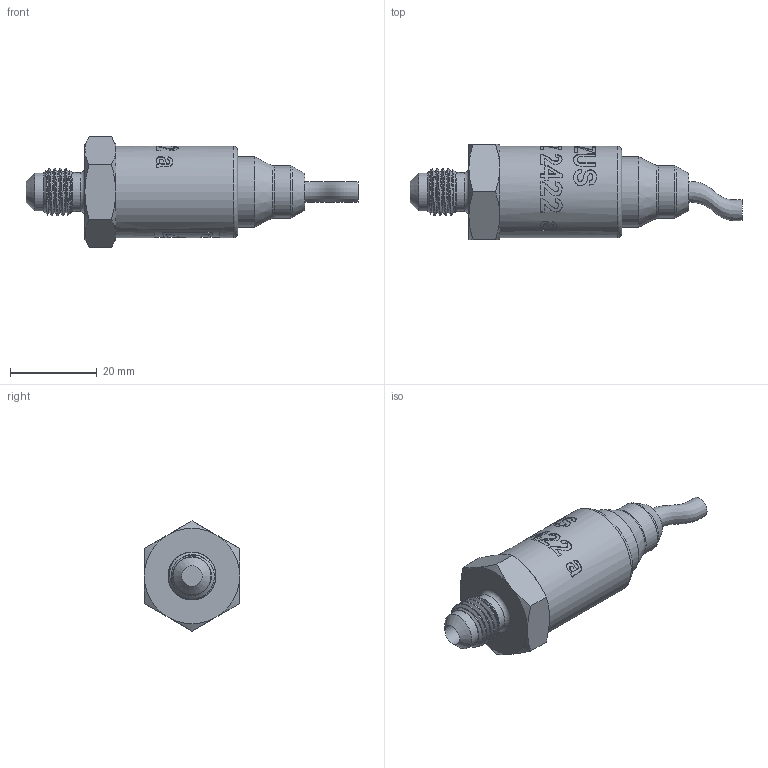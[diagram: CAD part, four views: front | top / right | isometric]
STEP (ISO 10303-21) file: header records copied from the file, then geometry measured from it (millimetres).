
FILE_DESCRIPTION(/* description */ (''),/* implementation_level */ '2;1');
FILE_NAME(/* name */ 'APZ2422a_7''16-20UNF_Cab.step',/* time_stamp */ '2021-07-14T16:03:10+03:00',/* author */ (''),/* organization */ (''),/* preprocessor_version */ 'ST-DEVELOPER v18.1',/* originating_system */ 'Autodesk Translation Framework v10.9.0.1377',/* authorisation */ '');
FILE_SCHEMA (('AUTOMOTIVE_DESIGN { 1 0 10303 214 3 1 1 }'));
Length unit declared in the file: millimetre
Products named in the file (3): АПЗ 2422 a - filled (not 100% correct
); 7/16-20 UNF; #17796
Assembly tree (2 placements, depth 2):
  АПЗ 2422 a - filled (not 100% correct
)
    7/16-20 UNF
    #17796
Bounding box: 76.55 x 22 x 25.4 mm (x, y, z)
Volume: 15646.1 mm3; surface area: 6493.1 mm2
Topology: 3 solids, 3 shells, 368 faces, 977 edges, 645 vertices
Faces by surface type: bspline 263, cylinder 46, plane 34, cone 18, torus 7
Full cylindrical faces by diameter (mm): 4.78 x1, 4.8 x2, 7.2 x1, 8.74 x1, 9 x1, 9.601 x4, 11.011 x3, 12 x1, 13.5 x1, 16.2 x2, 17.8 x1, 20.2 x1, 21.2 x1
Entity records: 17783 total; most frequent: CARTESIAN_POINT 10406, ORIENTED_EDGE 1954, EDGE_CURVE 977, DIRECTION 706, VERTEX_POINT 645, B_SPLINE_CURVE_WITH_KNOTS 548, EDGE_LOOP 400, FACE_OUTER_BOUND 368
